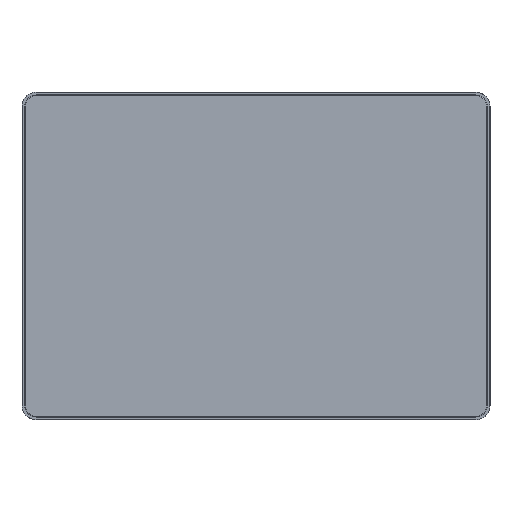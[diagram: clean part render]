
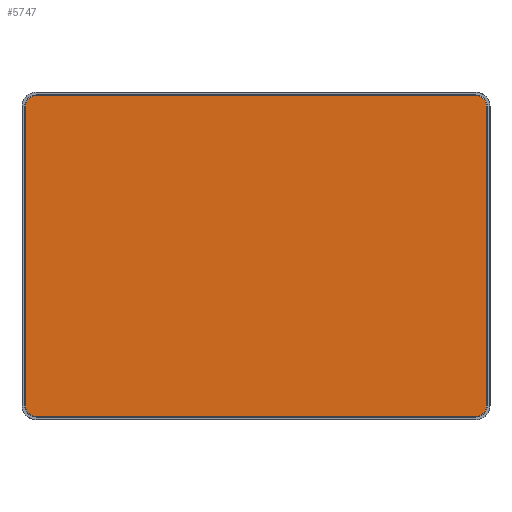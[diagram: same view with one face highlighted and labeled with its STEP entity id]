
A CAD part, left-side view. The second image highlights one B-rep face of the part: STEP entity #5747.
In plain terms, the highlighted face is planar.
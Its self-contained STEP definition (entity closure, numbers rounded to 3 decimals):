
#5676=CARTESIAN_POINT('Axis2P3D Location',(0.,0.,0.)) ;
#5681=CARTESIAN_POINT('Line Origine',(0.,0.,-342.5)) ;
#5685=CARTESIAN_POINT('Vertex',(470.5,0.,-342.5)) ;
#5687=CARTESIAN_POINT('Vertex',(-470.5,0.,-342.5)) ;
#5690=CARTESIAN_POINT('Axis2P3D Location',(-470.5,0.,-320.5)) ;
#5694=CARTESIAN_POINT('Vertex',(-492.5,0.,-320.5)) ;
#5697=CARTESIAN_POINT('Line Origine',(-492.5,0.,0.)) ;
#5701=CARTESIAN_POINT('Vertex',(-492.5,0.,320.5)) ;
#5704=CARTESIAN_POINT('Axis2P3D Location',(-470.5,0.,320.5)) ;
#5708=CARTESIAN_POINT('Vertex',(-470.5,0.,342.5)) ;
#5711=CARTESIAN_POINT('Line Origine',(0.,0.,342.5)) ;
#5715=CARTESIAN_POINT('Vertex',(470.5,0.,342.5)) ;
#5718=CARTESIAN_POINT('Axis2P3D Location',(470.5,0.,320.5)) ;
#5722=CARTESIAN_POINT('Vertex',(492.5,0.,320.5)) ;
#5725=CARTESIAN_POINT('Line Origine',(492.5,0.,0.)) ;
#5729=CARTESIAN_POINT('Vertex',(492.5,0.,-320.5)) ;
#5732=CARTESIAN_POINT('Axis2P3D Location',(470.5,0.,-320.5)) ;
#5683=VECTOR('Line Direction',#5682,1.) ;
#5699=VECTOR('Line Direction',#5698,1.) ;
#5713=VECTOR('Line Direction',#5712,1.) ;
#5727=VECTOR('Line Direction',#5726,1.) ;
#5677=DIRECTION('Axis2P3D Direction',(0.,-1.,0.)) ;
#5678=DIRECTION('Axis2P3D XDirection',(0.,0.,-1.)) ;
#5682=DIRECTION('Vector Direction',(1.,0.,0.)) ;
#5691=DIRECTION('Axis2P3D Direction',(0.,-1.,0.)) ;
#5698=DIRECTION('Vector Direction',(0.,0.,-1.)) ;
#5705=DIRECTION('Axis2P3D Direction',(0.,-1.,0.)) ;
#5712=DIRECTION('Vector Direction',(-1.,0.,0.)) ;
#5719=DIRECTION('Axis2P3D Direction',(0.,-1.,0.)) ;
#5726=DIRECTION('Vector Direction',(0.,0.,1.)) ;
#5733=DIRECTION('Axis2P3D Direction',(0.,-1.,0.)) ;
#5679=AXIS2_PLACEMENT_3D('Plane Axis2P3D',#5676,#5677,#5678) ;
#5692=AXIS2_PLACEMENT_3D('Circle Axis2P3D',#5690,#5691,$) ;
#5706=AXIS2_PLACEMENT_3D('Circle Axis2P3D',#5704,#5705,$) ;
#5720=AXIS2_PLACEMENT_3D('Circle Axis2P3D',#5718,#5719,$) ;
#5734=AXIS2_PLACEMENT_3D('Circle Axis2P3D',#5732,#5733,$) ;
#5684=LINE('Line',#5681,#5683) ;
#5700=LINE('Line',#5697,#5699) ;
#5714=LINE('Line',#5711,#5713) ;
#5728=LINE('Line',#5725,#5727) ;
#5693=CIRCLE('generated circle',#5692,22.) ;
#5707=CIRCLE('generated circle',#5706,22.) ;
#5721=CIRCLE('generated circle',#5720,22.) ;
#5735=CIRCLE('generated circle',#5734,22.) ;
#5680=PLANE('',#5679) ;
#5689=EDGE_CURVE('',#5686,#5688,#5684,.F.) ;
#5696=EDGE_CURVE('',#5688,#5695,#5693,.F.) ;
#5703=EDGE_CURVE('',#5695,#5702,#5700,.F.) ;
#5710=EDGE_CURVE('',#5702,#5709,#5707,.F.) ;
#5717=EDGE_CURVE('',#5709,#5716,#5714,.F.) ;
#5724=EDGE_CURVE('',#5716,#5723,#5721,.F.) ;
#5731=EDGE_CURVE('',#5723,#5730,#5728,.F.) ;
#5736=EDGE_CURVE('',#5730,#5686,#5735,.F.) ;
#5738=ORIENTED_EDGE('',*,*,#5689,.T.) ;
#5739=ORIENTED_EDGE('',*,*,#5696,.T.) ;
#5740=ORIENTED_EDGE('',*,*,#5703,.T.) ;
#5741=ORIENTED_EDGE('',*,*,#5710,.T.) ;
#5742=ORIENTED_EDGE('',*,*,#5717,.T.) ;
#5743=ORIENTED_EDGE('',*,*,#5724,.T.) ;
#5744=ORIENTED_EDGE('',*,*,#5731,.T.) ;
#5745=ORIENTED_EDGE('',*,*,#5736,.T.) ;
#5737=EDGE_LOOP('',(#5738,#5739,#5740,#5741,#5742,#5743,#5744,#5745)) ;
#5686=VERTEX_POINT('',#5685) ;
#5688=VERTEX_POINT('',#5687) ;
#5695=VERTEX_POINT('',#5694) ;
#5702=VERTEX_POINT('',#5701) ;
#5709=VERTEX_POINT('',#5708) ;
#5716=VERTEX_POINT('',#5715) ;
#5723=VERTEX_POINT('',#5722) ;
#5730=VERTEX_POINT('',#5729) ;
#5747=ADVANCED_FACE('MANIFOLD_SOLID_BREP #88501',(#5746),#5680,.F.) ;
#5746=FACE_OUTER_BOUND('',#5737,.T.) ;
